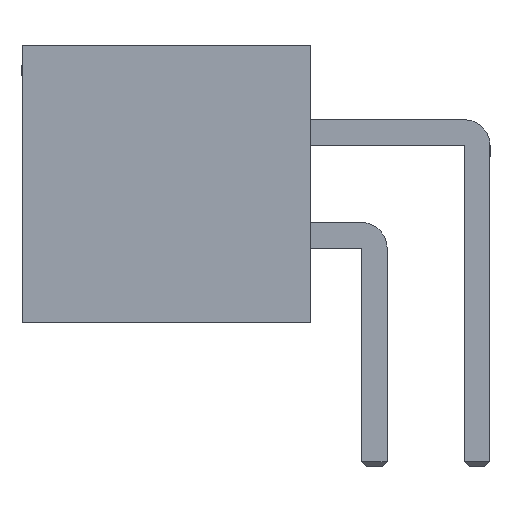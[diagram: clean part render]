
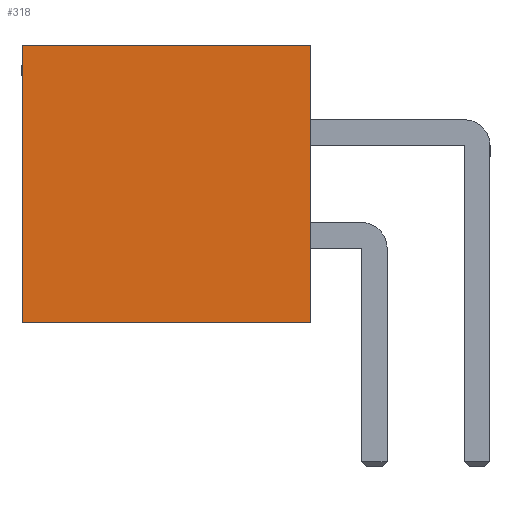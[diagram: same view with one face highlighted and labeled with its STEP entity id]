
A CAD part, left-side view. The second image highlights one B-rep face of the part: STEP entity #318.
In plain terms, the highlighted planar face has unit normal (-1, 0, 0).
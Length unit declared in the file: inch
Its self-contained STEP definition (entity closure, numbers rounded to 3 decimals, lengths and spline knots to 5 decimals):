
#318 = ADVANCED_FACE ( 'NONE', ( #1166 ), #8430, .T. ) ;
#858 = VECTOR ( 'NONE', #13291, 39.37008 ) ;
#1036 = CARTESIAN_POINT ( 'NONE',  ( 13.83201, 6.59203, -0.30709 ) ) ;
#1166 = FACE_OUTER_BOUND ( 'NONE', #7028, .T. ) ;
#1381 = LINE ( 'NONE', #13043, #858 ) ;
#1740 = EDGE_CURVE ( 'NONE', #3280, #9783, #6627, .T. ) ;
#1892 = EDGE_CURVE ( 'NONE', #9783, #11715, #3766, .T. ) ;
#1977 = EDGE_CURVE ( 'NONE', #10499, #3280, #2831, .T. ) ;
#2031 = EDGE_CURVE ( 'NONE', #10499, #11715, #1381, .T. ) ;
#2157 = VECTOR ( 'NONE', #12045, 39.37008 ) ;
#2217 = CARTESIAN_POINT ( 'NONE',  ( 13.83201, 6.37943, -0.08661 ) ) ;
#2831 = LINE ( 'NONE', #11886, #2157 ) ;
#3280 = VERTEX_POINT ( 'NONE', #4972 ) ;
#3766 = LINE ( 'NONE', #10558, #3948 ) ;
#3948 = VECTOR ( 'NONE', #10443, 39.37008 ) ;
#4047 = ORIENTED_EDGE ( 'NONE', *, *, #1977, .T. ) ;
#4972 = CARTESIAN_POINT ( 'NONE',  ( 13.83201, 6.37943, -0.30709 ) ) ;
#5179 = ORIENTED_EDGE ( 'NONE', *, *, #1740, .T. ) ;
#5835 = VECTOR ( 'NONE', #8163, 39.37008 ) ;
#6218 = DIRECTION ( 'NONE',  ( -1., 0., 0. ) ) ;
#6627 = LINE ( 'NONE', #8065, #5835 ) ;
#7028 = EDGE_LOOP ( 'NONE', ( #4047, #5179, #15585, #8415 ) ) ;
#7336 = DIRECTION ( 'NONE',  ( 0., -1., 0. ) ) ;
#7382 = CARTESIAN_POINT ( 'NONE',  ( 13.83201, 6.59203, -0.08661 ) ) ;
#8065 = CARTESIAN_POINT ( 'NONE',  ( 13.83201, 6.37943, -0.30709 ) ) ;
#8163 = DIRECTION ( 'NONE',  ( 0., 0., 1. ) ) ;
#8415 = ORIENTED_EDGE ( 'NONE', *, *, #2031, .F. ) ;
#8430 = PLANE ( 'NONE',  #13975 ) ;
#8463 = CARTESIAN_POINT ( 'NONE',  ( 13.83201, 6.37943, -0.30709 ) ) ;
#9783 = VERTEX_POINT ( 'NONE', #2217 ) ;
#10443 = DIRECTION ( 'NONE',  ( 0., 1., 0. ) ) ;
#10499 = VERTEX_POINT ( 'NONE', #1036 ) ;
#10558 = CARTESIAN_POINT ( 'NONE',  ( 13.83201, 6.37943, -0.08661 ) ) ;
#11715 = VERTEX_POINT ( 'NONE', #7382 ) ;
#11886 = CARTESIAN_POINT ( 'NONE',  ( 13.83201, 6.37943, -0.30709 ) ) ;
#12045 = DIRECTION ( 'NONE',  ( 0., -1., 0. ) ) ;
#13043 = CARTESIAN_POINT ( 'NONE',  ( 13.83201, 6.59203, -0.30709 ) ) ;
#13291 = DIRECTION ( 'NONE',  ( 0., 0., 1. ) ) ;
#13975 = AXIS2_PLACEMENT_3D ( 'NONE', #8463, #6218, #7336 ) ;
#15585 = ORIENTED_EDGE ( 'NONE', *, *, #1892, .T. ) ;
